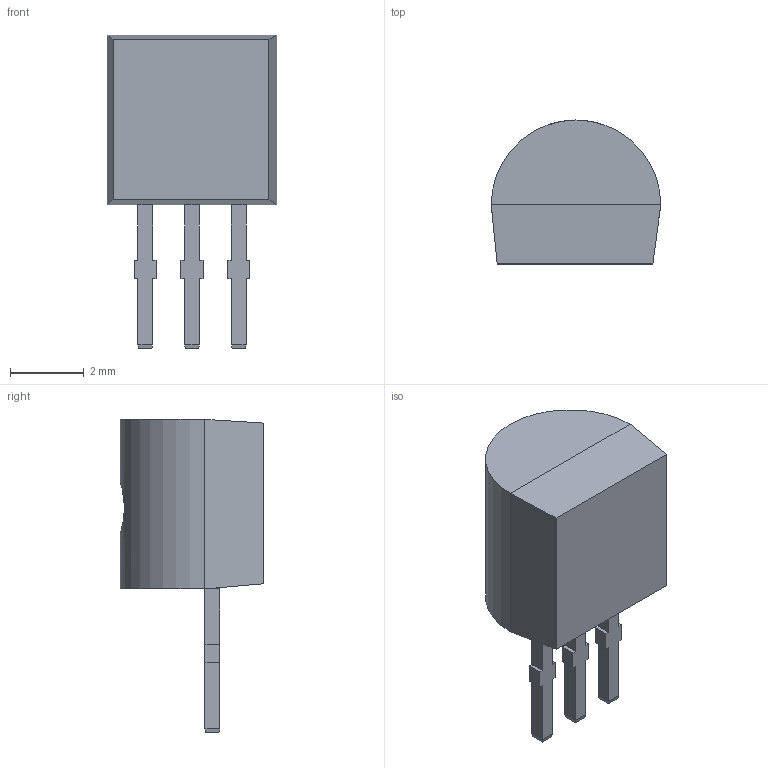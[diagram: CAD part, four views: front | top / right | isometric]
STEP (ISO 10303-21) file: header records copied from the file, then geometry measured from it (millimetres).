
FILE_DESCRIPTION(/* description */ ('Alibre Inc.'),/* implementation_level */ '2;1');
FILE_NAME(/* name */ 'export0',/* time_stamp */ '2013-01-15T19:04:58+02:00',/* author */ (''),/* organization */ (''),/* preprocessor_version */ 'ST-DEVELOPER v14',/* originating_system */ 'Alibre',/* authorisation */ '');
FILE_SCHEMA (('AUTOMOTIVE_DESIGN'));
Length unit declared in the file: centimetre
Bounding box: 4.6 x 3.9 x 8.5 mm (x, y, z)
Volume: 71.6 mm3; surface area: 118.2 mm2
Topology: 4 solids, 4 shells, 64 faces, 152 edges, 94 vertices
Faces by surface type: plane 62, cylinder 2
Full cylindrical faces by diameter (mm): 1.4 x1
Entity records: 1611 total; most frequent: ORIENTED_EDGE 308, CARTESIAN_POINT 300, DIRECTION 177, EDGE_CURVE 151, VECTOR 117, LINE 117, VERTEX_POINT 94, EDGE_LOOP 66
